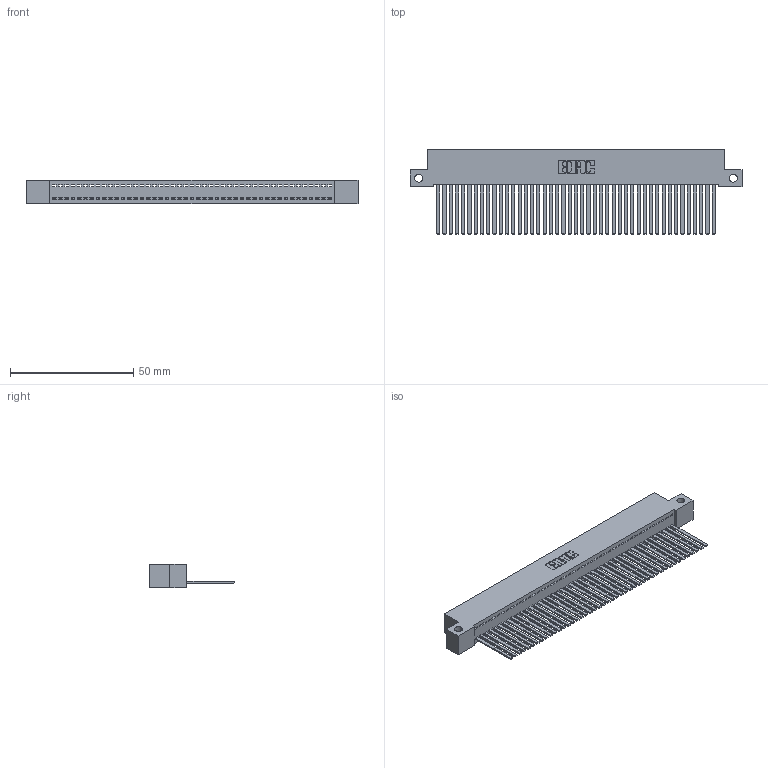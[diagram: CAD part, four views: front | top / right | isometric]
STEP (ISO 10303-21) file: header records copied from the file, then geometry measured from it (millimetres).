
FILE_DESCRIPTION (( 'STEP AP203' ), '1' );
FILE_NAME ('342-045-544-112.STEP', '2018-08-12T15:34:04', ( '' ), ( '' ), 'SwSTEP 2.0', 'SolidWorks 2016', '' );
FILE_SCHEMA (( 'CONFIG_CONTROL_DESIGN' ));
Length unit declared in the file: inch
Products named in the file (3): 342 Part_Side Mount; 345-292-001_345-293-144; 342-045-544-112
Assembly tree (46 placements, depth 2):
  342-045-544-112
    342 Part_Side Mount
    345-292-001_345-293-144  x45
Bounding box: 134.62 x 34.3 x 9.4 mm (x, y, z)
Volume: 12261.8 mm3; surface area: 19382 mm2
Topology: 46 solids, 46 shells, 2450 faces, 7409 edges, 4878 vertices
Faces by surface type: plane 1776, cylinder 674
Entity records: 26809 total; most frequent: CARTESIAN_POINT 4629, ORIENTED_EDGE 4610, DIRECTION 3895, EDGE_CURVE 2305, LINE 2181, VECTOR 2181, VERTEX_POINT 1534, AXIS2_PLACEMENT_3D 857
